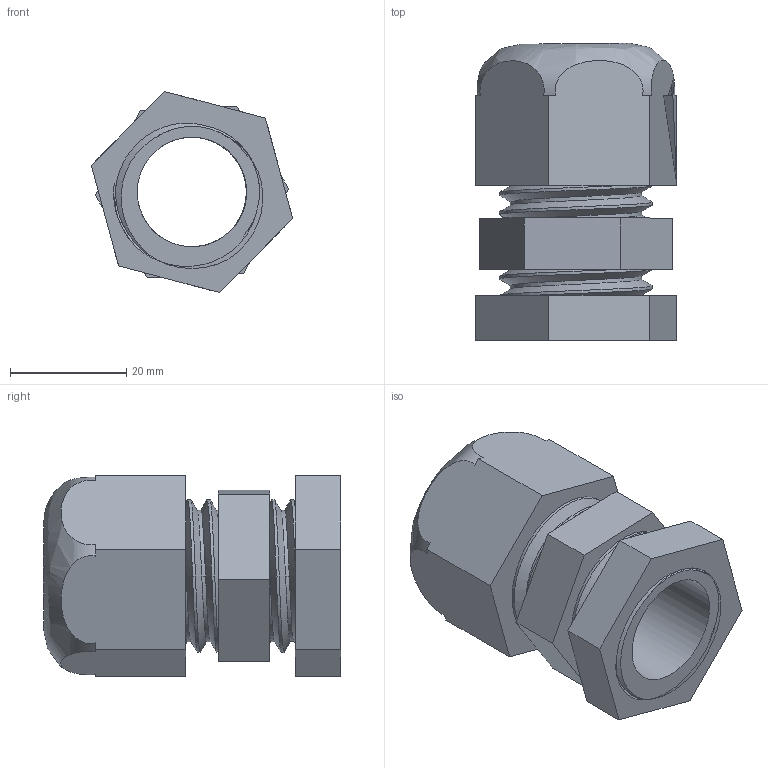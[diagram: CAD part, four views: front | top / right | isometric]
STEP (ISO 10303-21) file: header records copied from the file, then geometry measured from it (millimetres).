
FILE_DESCRIPTION(('FreeCAD Model'),'2;1');
FILE_NAME('Open CASCADE Shape Model','2025-05-02T20:13:42',('FreeCAD'),( 'FreeCAD'),'Open CASCADE STEP processor 7.6','FreeCAD','Unknown');
FILE_SCHEMA(('AUTOMOTIVE_DESIGN { 1 0 10303 214 1 1 1 1 }'));
Length unit declared in the file: millimetre
Products named in the file (1): Open CASCADE STEP translator 7.6 1
Bounding box: 34.66 x 51.15 x 34.61 mm (x, y, z)
Volume: 21187.4 mm3; surface area: 17101.1 mm2
Topology: 3 solids, 3 shells, 207 faces, 632 edges, 432 vertices
Faces by surface type: bspline 207
Entity records: 12620 total; most frequent: CARTESIAN_POINT 9110, ORIENTED_EDGE 1264, EDGE_CURVE 632, VERTEX_POINT 432, B_SPLINE_CURVE_WITH_KNOTS 419, FACE_BOUND 216, EDGE_LOOP 216, ADVANCED_FACE 207
